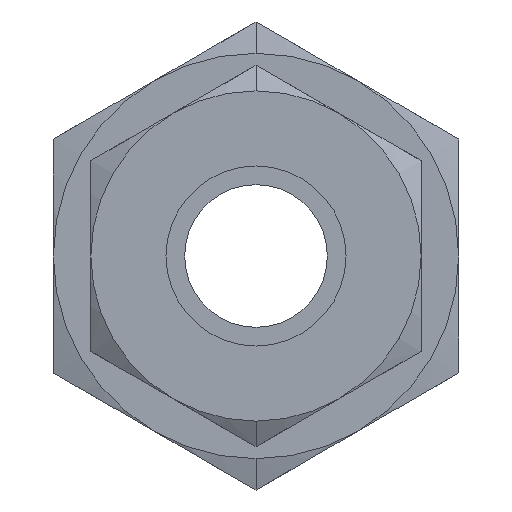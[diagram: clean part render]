
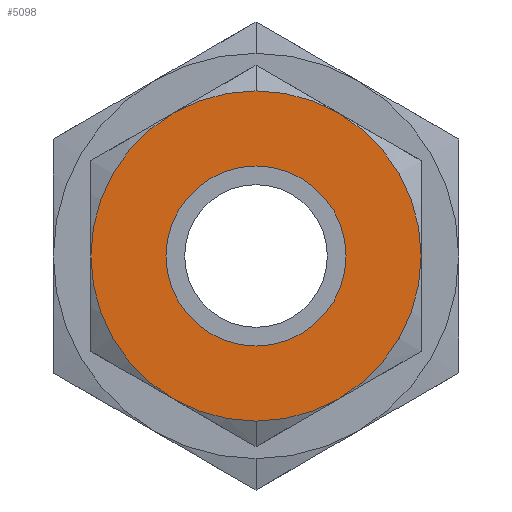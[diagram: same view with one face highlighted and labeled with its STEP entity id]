
A CAD part, left-side view. The second image highlights one B-rep face of the part: STEP entity #5098.
In plain terms, the highlighted planar face has unit normal (-1, 0, 0).
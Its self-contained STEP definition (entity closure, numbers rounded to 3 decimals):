
#51 = ORIENTED_EDGE ( 'NONE', *, *, #6305, .T. ) ;
#238 = FACE_BOUND ( 'NONE', #5223, .T. ) ;
#246 = AXIS2_PLACEMENT_3D ( 'NONE', #9074, #6200, #2461 ) ;
#264 = CIRCLE ( 'NONE', #3984, 6. ) ;
#309 = EDGE_LOOP ( 'NONE', ( #8282, #9158 ) ) ;
#387 = CIRCLE ( 'NONE', #246, 6. ) ;
#414 = DIRECTION ( 'NONE',  ( 1., 0., 0. ) ) ;
#475 = EDGE_CURVE ( 'NONE', #814, #3645, #521, .T. ) ;
#521 = CIRCLE ( 'NONE', #4766, 11. ) ;
#623 = CARTESIAN_POINT ( 'NONE',  ( 0., 0., 0. ) ) ;
#814 = VERTEX_POINT ( 'NONE', #6755 ) ;
#1003 = DIRECTION ( 'NONE',  ( 0., 0., 1. ) ) ;
#1991 = CARTESIAN_POINT ( 'NONE',  ( 0., 0., 0. ) ) ;
#2433 = CARTESIAN_POINT ( 'NONE',  ( 0., 0., 6. ) ) ;
#2461 = DIRECTION ( 'NONE',  ( 0., 0., 1. ) ) ;
#3244 = PLANE ( 'NONE',  #9367 ) ;
#3645 = VERTEX_POINT ( 'NONE', #4981 ) ;
#3984 = AXIS2_PLACEMENT_3D ( 'NONE', #1991, #7966, #6612 ) ;
#4356 = EDGE_CURVE ( 'NONE', #3645, #814, #5955, .T. ) ;
#4366 = DIRECTION ( 'NONE',  ( 1., 0., 0. ) ) ;
#4664 = DIRECTION ( 'NONE',  ( -1., 0., 0. ) ) ;
#4766 = AXIS2_PLACEMENT_3D ( 'NONE', #623, #414, #7946 ) ;
#4981 = CARTESIAN_POINT ( 'NONE',  ( 0., 0., 11. ) ) ;
#5098 = ADVANCED_FACE ( 'NONE', ( #238, #8468 ), #3244, .T. ) ;
#5207 = CARTESIAN_POINT ( 'NONE',  ( 0., 0., -6. ) ) ;
#5223 = EDGE_LOOP ( 'NONE', ( #9180, #51 ) ) ;
#5584 = VERTEX_POINT ( 'NONE', #2433 ) ;
#5804 = CARTESIAN_POINT ( 'NONE',  ( 0., 0., 0. ) ) ;
#5892 = EDGE_CURVE ( 'NONE', #9019, #5584, #264, .T. ) ;
#5955 = CIRCLE ( 'NONE', #8903, 11. ) ;
#6152 = CARTESIAN_POINT ( 'NONE',  ( 0., 0., 5.5 ) ) ;
#6200 = DIRECTION ( 'NONE',  ( 1., 0., 0. ) ) ;
#6305 = EDGE_CURVE ( 'NONE', #5584, #9019, #387, .T. ) ;
#6612 = DIRECTION ( 'NONE',  ( 0., 0., -1. ) ) ;
#6755 = CARTESIAN_POINT ( 'NONE',  ( 0., 0., -11. ) ) ;
#7946 = DIRECTION ( 'NONE',  ( 0., 0., -1. ) ) ;
#7966 = DIRECTION ( 'NONE',  ( 1., 0., 0. ) ) ;
#8093 = DIRECTION ( 'NONE',  ( 0., 0., 1. ) ) ;
#8282 = ORIENTED_EDGE ( 'NONE', *, *, #4356, .F. ) ;
#8468 = FACE_OUTER_BOUND ( 'NONE', #309, .T. ) ;
#8903 = AXIS2_PLACEMENT_3D ( 'NONE', #5804, #4366, #8093 ) ;
#9019 = VERTEX_POINT ( 'NONE', #5207 ) ;
#9074 = CARTESIAN_POINT ( 'NONE',  ( 0., 0., 0. ) ) ;
#9158 = ORIENTED_EDGE ( 'NONE', *, *, #475, .F. ) ;
#9180 = ORIENTED_EDGE ( 'NONE', *, *, #5892, .T. ) ;
#9367 = AXIS2_PLACEMENT_3D ( 'NONE', #6152, #4664, #1003 ) ;
